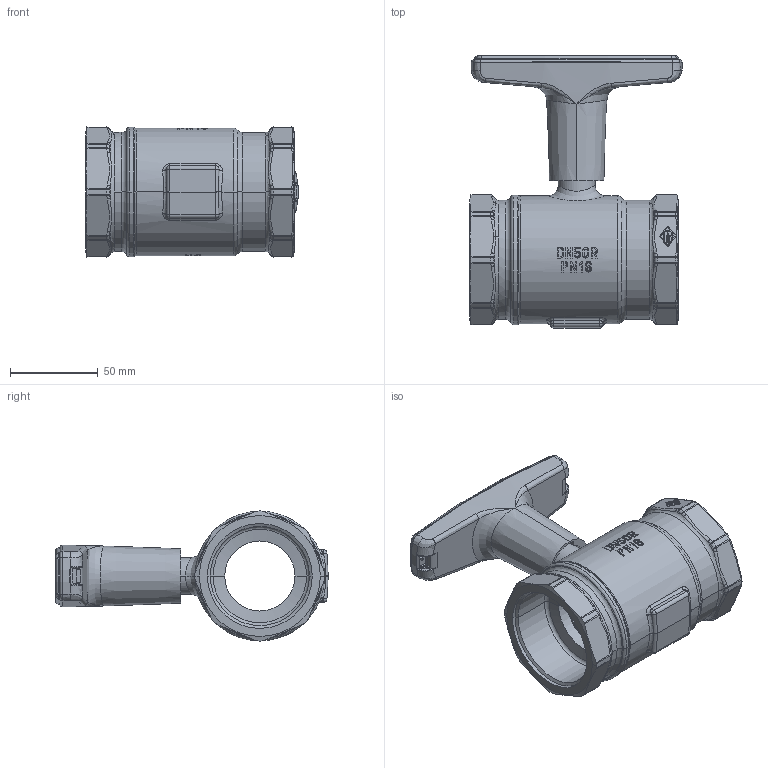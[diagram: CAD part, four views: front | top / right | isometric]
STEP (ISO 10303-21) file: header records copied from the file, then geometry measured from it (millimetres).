
FILE_DESCRIPTION((''),'2;1');
FILE_NAME('0670-08-000_SW0001','2010-09-21T',('marann'),(''),'PRO/ENGINEER BY PARAMETRIC TECHNOLOGY CORPORATION, 2010100','PRO/ENGINEER BY PARAMETRIC TECHNOLOGY CORPORATION, 2010100','');
FILE_SCHEMA(('CONFIG_CONTROL_DESIGN'));
Length unit declared in the file: millimetre
Products named in the file (1): 0670-08-000_SW0001
Bounding box: 121.26 x 155.45 x 74.19 mm (x, y, z)
Volume: 267844.9 mm3; surface area: 117876.3 mm2
Topology: 1 solids, 4 shells, 2063 faces, 5517 edges, 3531 vertices
Faces by surface type: plane 1253, cylinder 354, bspline 177, torus 118, cone 104, sphere 47, extrusion 10
Entity records: 73076 total; most frequent: CARTESIAN_POINT 22932, ORIENTED_EDGE 11034, DIRECTION 9615, EDGE_CURVE 5517, VERTEX_POINT 3531, VECTOR 3511, LINE 3501, AXIS2_PLACEMENT_3D 3052
